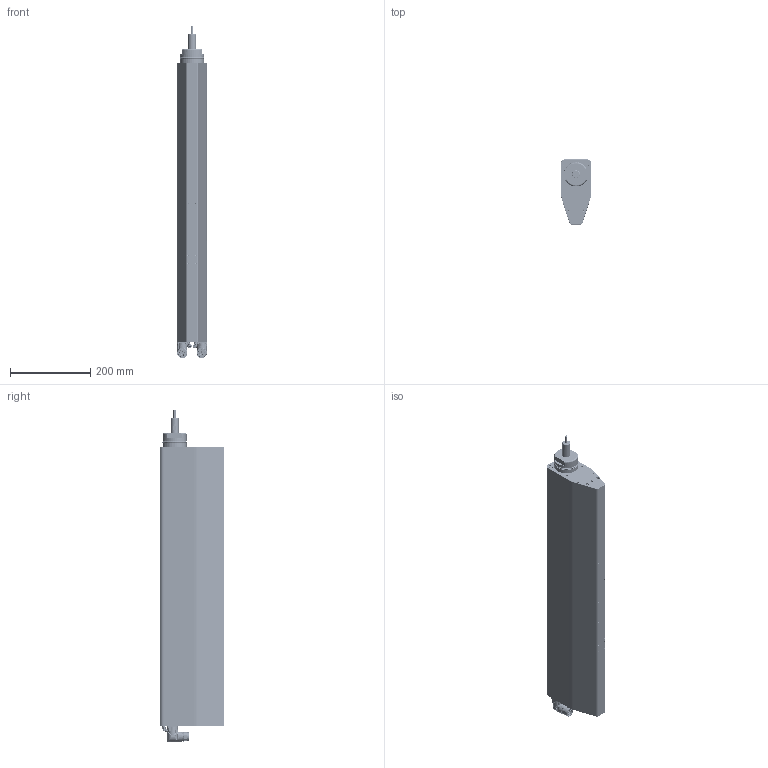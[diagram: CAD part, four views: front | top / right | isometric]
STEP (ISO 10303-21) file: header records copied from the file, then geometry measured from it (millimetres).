
FILE_DESCRIPTION (( 'STEP AP214' ), '1' );
FILE_NAME ('0186-1752_221111_PR02-70x100-SSC-C_48x240F-HP-C-150-L05_MS04_TS00.STEP', '2022-11-11T11:11:38', ( '' ), ( '' ), 'SwSTEP 2.0', 'SolidWorks 2022', '' );
FILE_SCHEMA (( 'AUTOMOTIVE_DESIGN' ));
Length unit declared in the file: millimetre
Products named in the file (4): Einzelteil_PR02-70x100-SSC-C_48x240F-HP-C-150-L05_MSxx_TS00; RS02h-70-DA-582_L05_RS02k-70-DAv-20x380; Pusher_150; 0186-1752_221111_PR02-70x100-SSC-C_48x240F-HP-C-150-L05_MS04_TS00
Assembly tree (3 placements, depth 2):
  0186-1752_221111_PR02-70x100-SSC-C_48x240F-HP-C-150-L05_MS04_TS00
    RS02h-70-DA-582_L05_RS02k-70-DAv-20x380
    Einzelteil_PR02-70x100-SSC-C_48x240F-HP-C-150-L05_MSxx_TS00
    Pusher_150
Bounding box: 75 x 162 x 828.62 mm (x, y, z)
Volume: 7591727.3 mm3; surface area: 470436 mm2
Topology: 50 solids, 50 shells, 7845 faces, 20235 edges, 12474 vertices
Faces by surface type: cone 3400, cylinder 2600, plane 1343, bspline 385, torus 107, sphere 10
Entity records: 264343 total; most frequent: CARTESIAN_POINT 70891, DIRECTION 40895, ORIENTED_EDGE 40198, EDGE_CURVE 20099, AXIS2_PLACEMENT_3D 16052, VERTEX_POINT 12474, VECTOR 8791, LINE 8791
